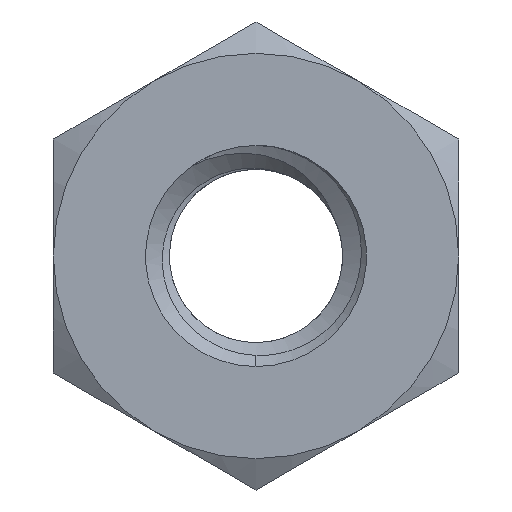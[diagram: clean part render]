
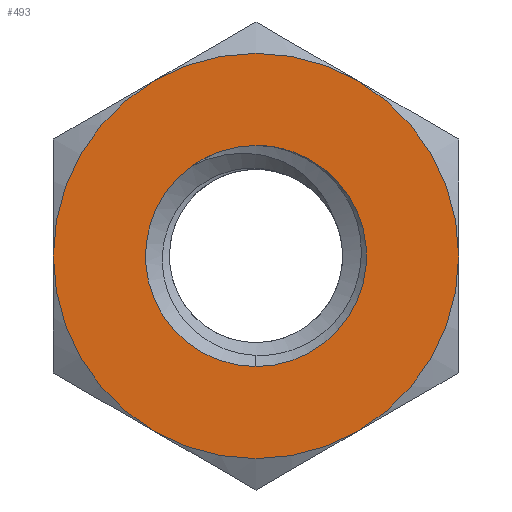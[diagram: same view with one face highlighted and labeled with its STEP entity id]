
A CAD part, front view. The second image highlights one B-rep face of the part: STEP entity #493.
In plain terms, the highlighted planar face has unit normal (0, -1, 0).
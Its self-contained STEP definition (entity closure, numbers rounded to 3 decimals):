
#16=FACE_BOUND('',#124,.T.);
#24=PLANE('',#551);
#90=FACE_OUTER_BOUND('',#123,.T.);
#123=EDGE_LOOP('',(#427,#428,#429,#430,#431,#432));
#124=EDGE_LOOP('',(#433,#434,#435,#436));
#153=CIRCLE('',#519,1.5);
#154=CIRCLE('',#521,1.5);
#158=CIRCLE('',#529,1.5);
#159=CIRCLE('',#531,2.75);
#160=CIRCLE('',#533,1.5);
#168=CIRCLE('',#552,2.75);
#169=CIRCLE('',#553,2.75);
#170=CIRCLE('',#554,2.75);
#171=CIRCLE('',#555,2.75);
#172=CIRCLE('',#556,2.75);
#198=VERTEX_POINT('',#682);
#199=VERTEX_POINT('',#684);
#202=VERTEX_POINT('',#696);
#214=VERTEX_POINT('',#920);
#218=VERTEX_POINT('',#989);
#219=VERTEX_POINT('',#990);
#230=VERTEX_POINT('',#2002);
#233=VERTEX_POINT('',#2019);
#238=VERTEX_POINT('',#2054);
#241=VERTEX_POINT('',#2071);
#243=EDGE_CURVE('',#199,#198,#153,.T.);
#247=EDGE_CURVE('',#198,#202,#154,.T.);
#265=EDGE_CURVE('',#214,#199,#158,.T.);
#266=EDGE_CURVE('',#218,#219,#159,.T.);
#269=EDGE_CURVE('',#202,#214,#160,.T.);
#312=EDGE_CURVE('',#219,#233,#168,.T.);
#313=EDGE_CURVE('',#233,#230,#169,.T.);
#314=EDGE_CURVE('',#230,#241,#170,.T.);
#315=EDGE_CURVE('',#241,#238,#171,.T.);
#316=EDGE_CURVE('',#218,#238,#172,.T.);
#427=ORIENTED_EDGE('',*,*,#266,.T.);
#428=ORIENTED_EDGE('',*,*,#312,.T.);
#429=ORIENTED_EDGE('',*,*,#313,.T.);
#430=ORIENTED_EDGE('',*,*,#314,.T.);
#431=ORIENTED_EDGE('',*,*,#315,.T.);
#432=ORIENTED_EDGE('',*,*,#316,.F.);
#433=ORIENTED_EDGE('',*,*,#269,.T.);
#434=ORIENTED_EDGE('',*,*,#265,.T.);
#435=ORIENTED_EDGE('',*,*,#243,.T.);
#436=ORIENTED_EDGE('',*,*,#247,.T.);
#493=ADVANCED_FACE('',(#90,#16),#24,.F.);
#519=AXIS2_PLACEMENT_3D('',#685,#572,#573);
#521=AXIS2_PLACEMENT_3D('',#733,#577,#578);
#529=AXIS2_PLACEMENT_3D('',#987,#597,#598);
#531=AXIS2_PLACEMENT_3D('',#991,#601,#602);
#533=AXIS2_PLACEMENT_3D('',#1000,#605,#606);
#551=AXIS2_PLACEMENT_3D('',#2084,#647,#648);
#552=AXIS2_PLACEMENT_3D('',#2085,#649,#650);
#553=AXIS2_PLACEMENT_3D('',#2086,#651,#652);
#554=AXIS2_PLACEMENT_3D('',#2087,#653,#654);
#555=AXIS2_PLACEMENT_3D('',#2088,#655,#656);
#556=AXIS2_PLACEMENT_3D('',#2089,#657,#658);
#572=DIRECTION('center_axis',(0.,1.,0.));
#573=DIRECTION('ref_axis',(0.,0.,1.));
#577=DIRECTION('center_axis',(0.,1.,0.));
#578=DIRECTION('ref_axis',(0.,0.,1.));
#597=DIRECTION('center_axis',(0.,1.,0.));
#598=DIRECTION('ref_axis',(0.,0.,1.));
#601=DIRECTION('center_axis',(0.,-1.,0.));
#602=DIRECTION('ref_axis',(0.,0.,1.));
#605=DIRECTION('center_axis',(0.,1.,0.));
#606=DIRECTION('ref_axis',(0.,0.,1.));
#647=DIRECTION('center_axis',(0.,1.,0.));
#648=DIRECTION('ref_axis',(0.,0.,1.));
#649=DIRECTION('center_axis',(0.,-1.,0.));
#650=DIRECTION('ref_axis',(0.,0.,1.));
#651=DIRECTION('center_axis',(0.,-1.,0.));
#652=DIRECTION('ref_axis',(0.,0.,1.));
#653=DIRECTION('center_axis',(0.,-1.,0.));
#654=DIRECTION('ref_axis',(0.,0.,1.));
#655=DIRECTION('center_axis',(0.,-1.,0.));
#656=DIRECTION('ref_axis',(0.,0.,1.));
#657=DIRECTION('center_axis',(0.,1.,0.));
#658=DIRECTION('ref_axis',(0.,0.,1.));
#682=CARTESIAN_POINT('',(0.,-0.9,1.5));
#684=CARTESIAN_POINT('',(-0.877,-0.9,1.217));
#685=CARTESIAN_POINT('Origin',(0.,-0.9,0.));
#696=CARTESIAN_POINT('',(0.248,-0.9,1.479));
#733=CARTESIAN_POINT('Origin',(0.,-0.9,0.));
#920=CARTESIAN_POINT('',(0.,-0.9,-1.5));
#987=CARTESIAN_POINT('Origin',(0.,-0.9,0.));
#989=CARTESIAN_POINT('',(1.375,-0.9,2.382));
#990=CARTESIAN_POINT('',(-1.375,-0.9,2.382));
#991=CARTESIAN_POINT('Origin',(0.,-0.9,0.));
#1000=CARTESIAN_POINT('Origin',(0.,-0.9,0.));
#2002=CARTESIAN_POINT('',(-1.375,-0.9,-2.382));
#2019=CARTESIAN_POINT('',(-2.75,-0.9,0.));
#2054=CARTESIAN_POINT('',(2.75,-0.9,0.));
#2071=CARTESIAN_POINT('',(1.375,-0.9,-2.382));
#2084=CARTESIAN_POINT('Origin',(-2.75,-0.9,-1.588));
#2085=CARTESIAN_POINT('Origin',(0.,-0.9,0.));
#2086=CARTESIAN_POINT('Origin',(0.,-0.9,0.));
#2087=CARTESIAN_POINT('Origin',(0.,-0.9,0.));
#2088=CARTESIAN_POINT('Origin',(0.,-0.9,0.));
#2089=CARTESIAN_POINT('Origin',(0.,-0.9,0.));
